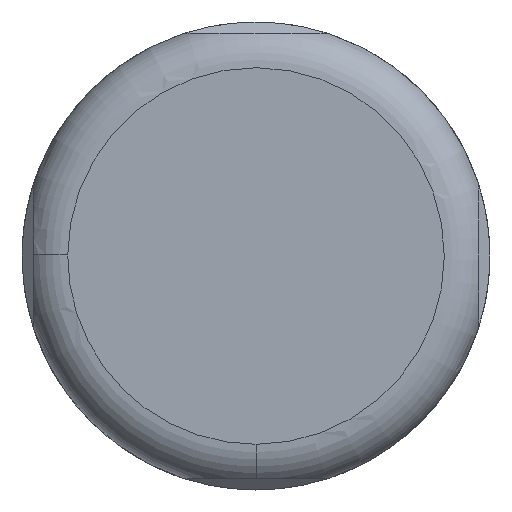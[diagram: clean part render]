
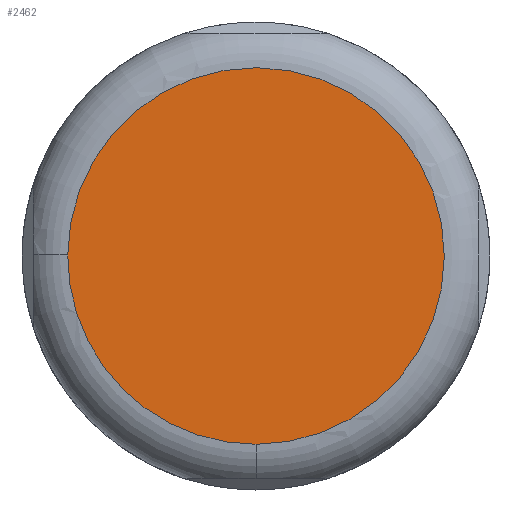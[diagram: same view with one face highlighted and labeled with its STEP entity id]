
A CAD part, front view. The second image highlights one B-rep face of the part: STEP entity #2462.
In plain terms, the highlighted planar face has unit normal (0, -1, 0).
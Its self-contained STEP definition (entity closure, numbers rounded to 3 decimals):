
#1948=FACE_OUTER_BOUND('',#3167,.T.);
#2462=ADVANCED_FACE('',(#1948),#2899,.T.);
#2899=PLANE('',#9029);
#3167=EDGE_LOOP('',(#4287,#4288));
#4287=ORIENTED_EDGE('',*,*,#7574,.T.);
#4288=ORIENTED_EDGE('',*,*,#7573,.T.);
#6592=VERTEX_POINT('',#14774);
#6596=VERTEX_POINT('',#14840);
#7573=EDGE_CURVE('',#6592,#6596,#8601,.T.);
#7574=EDGE_CURVE('',#6596,#6592,#8602,.T.);
#8601=CIRCLE('',#9026,8.25);
#8602=CIRCLE('',#9028,8.25);
#9026=AXIS2_PLACEMENT_3D('',#14841,#10131,#10132);
#9028=AXIS2_PLACEMENT_3D('',#14843,#10135,#10136);
#9029=AXIS2_PLACEMENT_3D('',#14844,#10137,#10138);
#10131=DIRECTION('',(0.,-1.,0.));
#10132=DIRECTION('',(0.,0.,-1.));
#10135=DIRECTION('',(0.,-1.,0.));
#10136=DIRECTION('',(-1.,0.,0.005));
#10137=DIRECTION('',(0.,-1.,0.));
#10138=DIRECTION('',(1.,0.,0.));
#14774=CARTESIAN_POINT('',(0.,-38.55,-8.25));
#14840=CARTESIAN_POINT('',(-8.25,-38.55,0.044));
#14841=CARTESIAN_POINT('',(0.,-38.55,0.));
#14843=CARTESIAN_POINT('',(0.,-38.55,0.));
#14844=CARTESIAN_POINT('',(0.,-38.55,0.));
